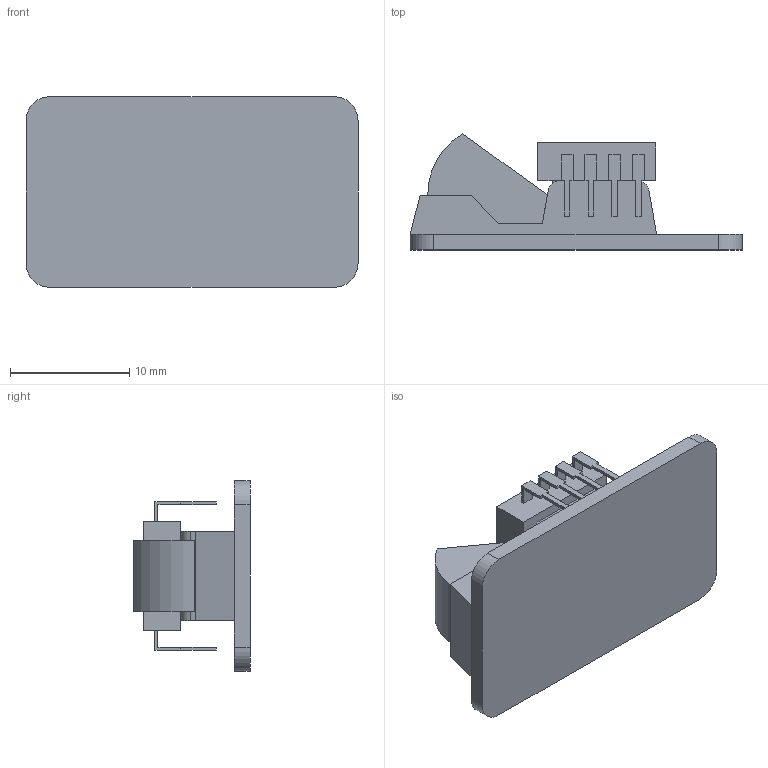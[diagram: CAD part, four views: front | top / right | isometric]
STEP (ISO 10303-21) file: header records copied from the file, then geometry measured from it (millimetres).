
FILE_DESCRIPTION (( 'STEP AP214' ), '1' );
FILE_NAME ('PAW3204+lens.STEP', '2022-02-22T07:44:36', ( '' ), ( '' ), 'SwSTEP 2.0', 'SolidWorks 2017', '' );
FILE_SCHEMA (( 'AUTOMOTIVE_DESIGN' ));
Length unit declared in the file: millimetre
Products named in the file (1): PAW3204+lens
Bounding box: 27.9 x 9.78 x 16 mm (x, y, z)
Volume: 1602.6 mm3; surface area: 1749.7 mm2
Topology: 2 solids, 2 shells, 136 faces, 359 edges, 238 vertices
Faces by surface type: plane 118, cylinder 16, cone 2
Entity records: 5692 total; most frequent: CARTESIAN_POINT 743, ORIENTED_EDGE 718, DIRECTION 667, EDGE_CURVE 359, LINE 323, VECTOR 323, VERTEX_POINT 238, AXIS2_PLACEMENT_3D 172
